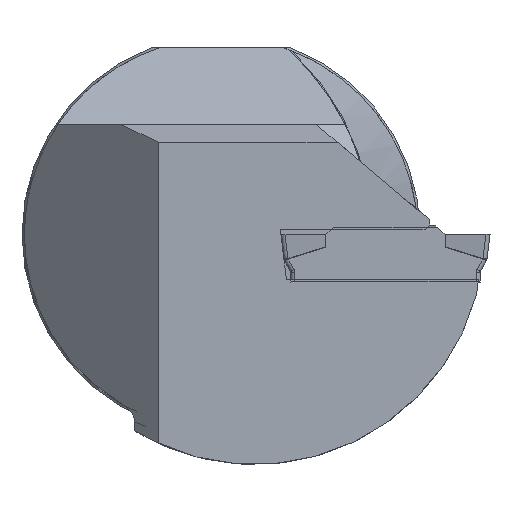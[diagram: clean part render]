
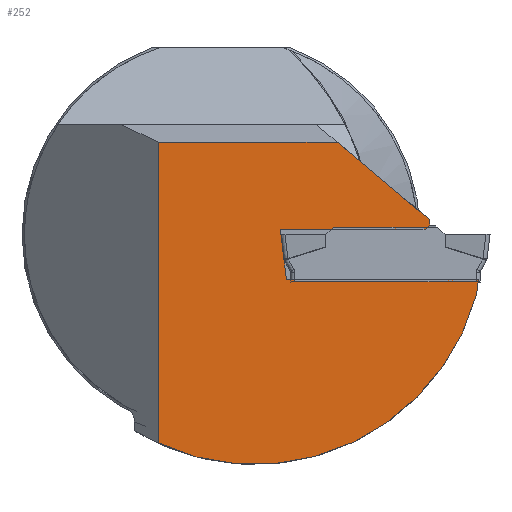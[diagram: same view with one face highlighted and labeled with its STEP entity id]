
A CAD part, left-side view. The second image highlights one B-rep face of the part: STEP entity #252.
In plain terms, the highlighted planar face has unit normal (-1, 0, 0).
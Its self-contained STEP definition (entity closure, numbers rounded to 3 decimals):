
#124=CIRCLE('',#1619,0.7);
#125=CIRCLE('',#1620,23.1);
#252=ADVANCED_FACE('',(#379),#307,.T.);
#307=PLANE('',#1621);
#379=FACE_OUTER_BOUND('',#463,.T.);
#463=EDGE_LOOP('',(#772,#773,#774,#775,#776,#777,#778,#779,#780));
#772=ORIENTED_EDGE('',*,*,#1207,.F.);
#773=ORIENTED_EDGE('',*,*,#1208,.F.);
#774=ORIENTED_EDGE('',*,*,#1209,.F.);
#775=ORIENTED_EDGE('',*,*,#1210,.T.);
#776=ORIENTED_EDGE('',*,*,#1211,.F.);
#777=ORIENTED_EDGE('',*,*,#1212,.T.);
#778=ORIENTED_EDGE('',*,*,#1213,.F.);
#779=ORIENTED_EDGE('',*,*,#1214,.T.);
#780=ORIENTED_EDGE('',*,*,#1215,.F.);
#1018=VERTEX_POINT('',#2562);
#1019=VERTEX_POINT('',#2563);
#1020=VERTEX_POINT('',#2565);
#1021=VERTEX_POINT('',#2567);
#1022=VERTEX_POINT('',#2569);
#1023=VERTEX_POINT('',#2571);
#1024=VERTEX_POINT('',#2573);
#1025=VERTEX_POINT('',#2575);
#1026=VERTEX_POINT('',#2577);
#1207=EDGE_CURVE('',#1018,#1019,#1361,.T.);
#1208=EDGE_CURVE('',#1020,#1018,#1362,.T.);
#1209=EDGE_CURVE('',#1021,#1020,#124,.T.);
#1210=EDGE_CURVE('',#1021,#1022,#1363,.T.);
#1211=EDGE_CURVE('',#1023,#1022,#1364,.T.);
#1212=EDGE_CURVE('',#1023,#1024,#1365,.T.);
#1213=EDGE_CURVE('',#1025,#1024,#125,.T.);
#1214=EDGE_CURVE('',#1025,#1026,#1366,.T.);
#1215=EDGE_CURVE('',#1019,#1026,#1367,.T.);
#1361=LINE('',#2561,#1478);
#1362=LINE('',#2564,#1479);
#1363=LINE('',#2568,#1480);
#1364=LINE('',#2570,#1481);
#1365=LINE('',#2572,#1482);
#1366=LINE('',#2576,#1483);
#1367=LINE('',#2578,#1484);
#1478=VECTOR('',#1957,1.);
#1479=VECTOR('',#1958,1.);
#1480=VECTOR('',#1961,1.);
#1481=VECTOR('',#1962,1.);
#1482=VECTOR('',#1963,1.);
#1483=VECTOR('',#1966,1.);
#1484=VECTOR('',#1967,1.);
#1619=AXIS2_PLACEMENT_3D('',#2566,#1959,#1960);
#1620=AXIS2_PLACEMENT_3D('',#2574,#1964,#1965);
#1621=AXIS2_PLACEMENT_3D('',#2579,#1968,#1969);
#1957=DIRECTION('',(0.,-0.122,-0.993));
#1958=DIRECTION('',(0.,1.,0.));
#1959=DIRECTION('',(1.,0.,0.));
#1960=DIRECTION('',(0.,-1.,0.));
#1961=DIRECTION('',(0.,0.766,0.643));
#1962=DIRECTION('',(0.,-1.,0.));
#1963=DIRECTION('',(0.,0.,-1.));
#1964=DIRECTION('',(1.,0.,0.));
#1965=DIRECTION('',(0.,0.,1.));
#1966=DIRECTION('',(0.,-0.122,0.993));
#1967=DIRECTION('',(0.,-1.,0.));
#1968=DIRECTION('',(-1.,0.,0.));
#1969=DIRECTION('',(0.,0.,1.));
#2561=CARTESIAN_POINT('',(0.3,-6.37,-3.013));
#2562=CARTESIAN_POINT('',(0.3,-5.939,0.493));
#2563=CARTESIAN_POINT('',(0.3,-6.552,-4.493));
#2564=CARTESIAN_POINT('',(0.3,-11.925,0.493));
#2565=CARTESIAN_POINT('',(0.3,-20.267,0.493));
#2566=CARTESIAN_POINT('',(0.3,-20.267,1.193));
#2567=CARTESIAN_POINT('',(0.3,-20.883,1.524));
#2568=CARTESIAN_POINT('',(0.3,-9.379,11.178));
#2569=CARTESIAN_POINT('',(0.3,-11.647,9.275));
#2570=CARTESIAN_POINT('',(0.3,0.,9.275));
#2571=CARTESIAN_POINT('',(0.3,6.3,9.275));
#2572=CARTESIAN_POINT('',(0.3,6.3,0.));
#2573=CARTESIAN_POINT('',(0.3,6.3,-20.988));
#2574=CARTESIAN_POINT('',(0.3,-3.35,0.));
#2575=CARTESIAN_POINT('',(0.3,-25.648,-6.032));
#2576=CARTESIAN_POINT('',(0.3,-25.997,-3.192));
#2577=CARTESIAN_POINT('',(0.3,-25.837,-4.493));
#2578=CARTESIAN_POINT('',(0.3,-27.,-4.493));
#2579=CARTESIAN_POINT('',(0.3,0.,0.));
